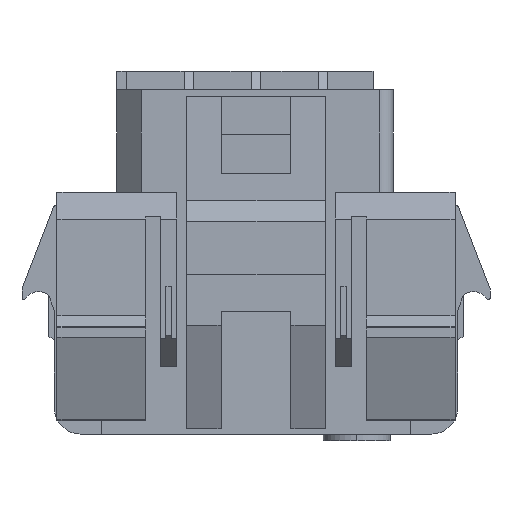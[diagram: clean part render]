
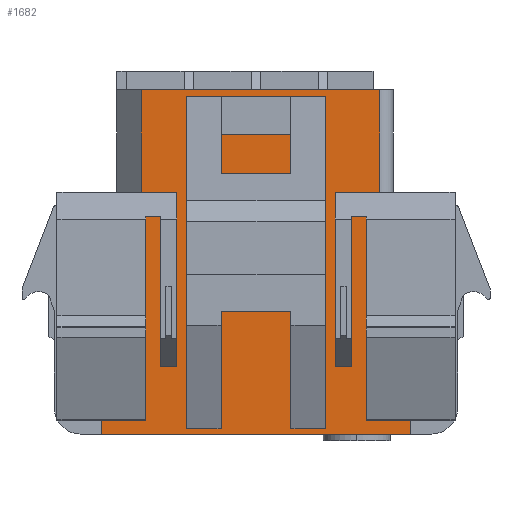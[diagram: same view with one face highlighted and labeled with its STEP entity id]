
A CAD part, left-side view. The second image highlights one B-rep face of the part: STEP entity #1682.
In plain terms, the highlighted planar face has unit normal (-1, 0, 0).
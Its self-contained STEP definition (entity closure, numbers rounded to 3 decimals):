
#1475=AXIS2_PLACEMENT_3D('Plane Axis2P3D',#1472,#1473,#1474) ;
#215=CARTESIAN_POINT('Vertex',(6.1,25.95,26.1)) ;
#218=CARTESIAN_POINT('Line Origine',(6.1,24.35,26.1)) ;
#222=CARTESIAN_POINT('Vertex',(6.1,22.75,26.1)) ;
#472=CARTESIAN_POINT('Line Origine',(6.1,22.4,26.1)) ;
#476=CARTESIAN_POINT('Vertex',(6.1,22.05,26.1)) ;
#564=CARTESIAN_POINT('Vertex',(6.1,17.75,26.1)) ;
#586=CARTESIAN_POINT('Line Origine',(6.1,17.4,26.1)) ;
#590=CARTESIAN_POINT('Vertex',(6.1,17.05,26.1)) ;
#678=CARTESIAN_POINT('Vertex',(6.1,12.75,26.1)) ;
#700=CARTESIAN_POINT('Line Origine',(6.1,12.4,26.1)) ;
#704=CARTESIAN_POINT('Vertex',(6.1,12.05,26.1)) ;
#1457=CARTESIAN_POINT('Vertex',(6.1,25.95,18.5)) ;
#1460=CARTESIAN_POINT('Line Origine',(6.1,25.95,22.3)) ;
#1472=CARTESIAN_POINT('Axis2P3D Location',(6.1,28.9,0.)) ;
#1477=CARTESIAN_POINT('Line Origine',(6.1,26.7,16.7)) ;
#1481=CARTESIAN_POINT('Vertex',(6.1,28.9,16.7)) ;
#1483=CARTESIAN_POINT('Vertex',(6.1,24.5,16.7)) ;
#1486=CARTESIAN_POINT('Line Origine',(6.1,28.9,8.6)) ;
#1490=CARTESIAN_POINT('Vertex',(6.1,28.9,0.5)) ;
#1493=CARTESIAN_POINT('Line Origine',(6.1,17.4,0.5)) ;
#1497=CARTESIAN_POINT('Vertex',(6.1,5.9,0.5)) ;
#1500=CARTESIAN_POINT('Line Origine',(6.1,5.9,8.6)) ;
#1504=CARTESIAN_POINT('Vertex',(6.1,5.9,16.7)) ;
#1507=CARTESIAN_POINT('Line Origine',(6.1,8.1,16.7)) ;
#1511=CARTESIAN_POINT('Vertex',(6.1,10.3,16.7)) ;
#1514=CARTESIAN_POINT('Line Origine',(6.1,10.3,11.1)) ;
#1518=CARTESIAN_POINT('Vertex',(6.1,10.3,5.5)) ;
#1521=CARTESIAN_POINT('Line Origine',(6.1,10.9,5.5)) ;
#1525=CARTESIAN_POINT('Vertex',(6.1,11.5,5.5)) ;
#1528=CARTESIAN_POINT('Line Origine',(6.1,11.5,12.)) ;
#1532=CARTESIAN_POINT('Vertex',(6.1,11.5,18.5)) ;
#1535=CARTESIAN_POINT('Line Origine',(6.1,9.85,18.5)) ;
#1539=CARTESIAN_POINT('Vertex',(6.1,8.2,18.5)) ;
#1542=CARTESIAN_POINT('Line Origine',(6.1,8.2,22.3)) ;
#1546=CARTESIAN_POINT('Vertex',(6.1,8.2,26.1)) ;
#1549=CARTESIAN_POINT('Line Origine',(6.1,10.125,26.1)) ;
#1554=CARTESIAN_POINT('Line Origine',(6.1,14.9,26.1)) ;
#1559=CARTESIAN_POINT('Line Origine',(6.1,19.9,26.1)) ;
#1564=CARTESIAN_POINT('Line Origine',(6.1,24.625,18.5)) ;
#1568=CARTESIAN_POINT('Vertex',(6.1,23.3,18.5)) ;
#1571=CARTESIAN_POINT('Line Origine',(6.1,23.3,12.)) ;
#1575=CARTESIAN_POINT('Vertex',(6.1,23.3,5.5)) ;
#1578=CARTESIAN_POINT('Line Origine',(6.1,23.9,5.5)) ;
#1582=CARTESIAN_POINT('Vertex',(6.1,24.5,5.5)) ;
#1585=CARTESIAN_POINT('Line Origine',(6.1,24.5,11.1)) ;
#1614=CARTESIAN_POINT('Line Origine',(6.1,21.275,0.9)) ;
#1618=CARTESIAN_POINT('Vertex',(6.1,22.55,0.9)) ;
#1620=CARTESIAN_POINT('Vertex',(6.1,20.,0.9)) ;
#1623=CARTESIAN_POINT('Line Origine',(6.1,22.55,5.25)) ;
#1627=CARTESIAN_POINT('Vertex',(6.1,22.55,9.6)) ;
#1630=CARTESIAN_POINT('Line Origine',(6.1,21.275,9.6)) ;
#1634=CARTESIAN_POINT('Vertex',(6.1,20.,9.6)) ;
#1637=CARTESIAN_POINT('Line Origine',(6.1,20.,5.25)) ;
#1648=CARTESIAN_POINT('Line Origine',(6.1,13.525,9.6)) ;
#1652=CARTESIAN_POINT('Vertex',(6.1,14.8,9.6)) ;
#1654=CARTESIAN_POINT('Vertex',(6.1,12.25,9.6)) ;
#1657=CARTESIAN_POINT('Line Origine',(6.1,12.25,5.25)) ;
#1661=CARTESIAN_POINT('Vertex',(6.1,12.25,0.9)) ;
#1664=CARTESIAN_POINT('Line Origine',(6.1,13.525,0.9)) ;
#1668=CARTESIAN_POINT('Vertex',(6.1,14.8,0.9)) ;
#1671=CARTESIAN_POINT('Line Origine',(6.1,14.8,5.25)) ;
#219=DIRECTION('Vector Direction',(0.,-1.,0.)) ;
#473=DIRECTION('Vector Direction',(0.,1.,0.)) ;
#587=DIRECTION('Vector Direction',(0.,1.,0.)) ;
#701=DIRECTION('Vector Direction',(0.,1.,0.)) ;
#1461=DIRECTION('Vector Direction',(0.,0.,1.)) ;
#1473=DIRECTION('Axis2P3D Direction',(-1.,0.,0.)) ;
#1474=DIRECTION('Axis2P3D XDirection',(0.,-1.,0.)) ;
#1478=DIRECTION('Vector Direction',(0.,1.,0.)) ;
#1487=DIRECTION('Vector Direction',(0.,0.,1.)) ;
#1494=DIRECTION('Vector Direction',(0.,-1.,0.)) ;
#1501=DIRECTION('Vector Direction',(0.,0.,1.)) ;
#1508=DIRECTION('Vector Direction',(0.,1.,0.)) ;
#1515=DIRECTION('Vector Direction',(0.,0.,-1.)) ;
#1522=DIRECTION('Vector Direction',(0.,1.,0.)) ;
#1529=DIRECTION('Vector Direction',(0.,0.,-1.)) ;
#1536=DIRECTION('Vector Direction',(0.,1.,0.)) ;
#1543=DIRECTION('Vector Direction',(0.,0.,1.)) ;
#1550=DIRECTION('Vector Direction',(0.,-1.,0.)) ;
#1555=DIRECTION('Vector Direction',(0.,-1.,0.)) ;
#1560=DIRECTION('Vector Direction',(0.,-1.,0.)) ;
#1565=DIRECTION('Vector Direction',(0.,1.,0.)) ;
#1572=DIRECTION('Vector Direction',(0.,0.,-1.)) ;
#1579=DIRECTION('Vector Direction',(0.,1.,0.)) ;
#1586=DIRECTION('Vector Direction',(0.,0.,-1.)) ;
#1615=DIRECTION('Vector Direction',(0.,-1.,0.)) ;
#1624=DIRECTION('Vector Direction',(0.,0.,-1.)) ;
#1631=DIRECTION('Vector Direction',(0.,-1.,0.)) ;
#1638=DIRECTION('Vector Direction',(0.,0.,-1.)) ;
#1649=DIRECTION('Vector Direction',(0.,-1.,0.)) ;
#1658=DIRECTION('Vector Direction',(0.,0.,-1.)) ;
#1665=DIRECTION('Vector Direction',(0.,-1.,0.)) ;
#1672=DIRECTION('Vector Direction',(0.,0.,-1.)) ;
#220=VECTOR('Line Direction',#219,1.) ;
#474=VECTOR('Line Direction',#473,1.) ;
#588=VECTOR('Line Direction',#587,1.) ;
#702=VECTOR('Line Direction',#701,1.) ;
#1462=VECTOR('Line Direction',#1461,1.) ;
#1479=VECTOR('Line Direction',#1478,1.) ;
#1488=VECTOR('Line Direction',#1487,1.) ;
#1495=VECTOR('Line Direction',#1494,1.) ;
#1502=VECTOR('Line Direction',#1501,1.) ;
#1509=VECTOR('Line Direction',#1508,1.) ;
#1516=VECTOR('Line Direction',#1515,1.) ;
#1523=VECTOR('Line Direction',#1522,1.) ;
#1530=VECTOR('Line Direction',#1529,1.) ;
#1537=VECTOR('Line Direction',#1536,1.) ;
#1544=VECTOR('Line Direction',#1543,1.) ;
#1551=VECTOR('Line Direction',#1550,1.) ;
#1556=VECTOR('Line Direction',#1555,1.) ;
#1561=VECTOR('Line Direction',#1560,1.) ;
#1566=VECTOR('Line Direction',#1565,1.) ;
#1573=VECTOR('Line Direction',#1572,1.) ;
#1580=VECTOR('Line Direction',#1579,1.) ;
#1587=VECTOR('Line Direction',#1586,1.) ;
#1616=VECTOR('Line Direction',#1615,1.) ;
#1625=VECTOR('Line Direction',#1624,1.) ;
#1632=VECTOR('Line Direction',#1631,1.) ;
#1639=VECTOR('Line Direction',#1638,1.) ;
#1650=VECTOR('Line Direction',#1649,1.) ;
#1659=VECTOR('Line Direction',#1658,1.) ;
#1666=VECTOR('Line Direction',#1665,1.) ;
#1673=VECTOR('Line Direction',#1672,1.) ;
#1591=ORIENTED_EDGE('',*,*,#1485,.F.) ;
#1592=ORIENTED_EDGE('',*,*,#1492,.F.) ;
#1593=ORIENTED_EDGE('',*,*,#1499,.T.) ;
#1594=ORIENTED_EDGE('',*,*,#1506,.T.) ;
#1595=ORIENTED_EDGE('',*,*,#1513,.T.) ;
#1596=ORIENTED_EDGE('',*,*,#1520,.F.) ;
#1597=ORIENTED_EDGE('',*,*,#1527,.T.) ;
#1598=ORIENTED_EDGE('',*,*,#1534,.T.) ;
#1599=ORIENTED_EDGE('',*,*,#1541,.F.) ;
#1600=ORIENTED_EDGE('',*,*,#1548,.T.) ;
#1601=ORIENTED_EDGE('',*,*,#1553,.F.) ;
#1602=ORIENTED_EDGE('',*,*,#706,.F.) ;
#1603=ORIENTED_EDGE('',*,*,#1558,.F.) ;
#1604=ORIENTED_EDGE('',*,*,#592,.F.) ;
#1605=ORIENTED_EDGE('',*,*,#1563,.F.) ;
#1606=ORIENTED_EDGE('',*,*,#478,.F.) ;
#1607=ORIENTED_EDGE('',*,*,#224,.F.) ;
#1608=ORIENTED_EDGE('',*,*,#1464,.F.) ;
#1609=ORIENTED_EDGE('',*,*,#1570,.T.) ;
#1610=ORIENTED_EDGE('',*,*,#1577,.F.) ;
#1611=ORIENTED_EDGE('',*,*,#1584,.F.) ;
#1612=ORIENTED_EDGE('',*,*,#1589,.T.) ;
#1643=ORIENTED_EDGE('',*,*,#1622,.F.) ;
#1644=ORIENTED_EDGE('',*,*,#1629,.T.) ;
#1645=ORIENTED_EDGE('',*,*,#1636,.T.) ;
#1646=ORIENTED_EDGE('',*,*,#1641,.F.) ;
#1677=ORIENTED_EDGE('',*,*,#1656,.T.) ;
#1678=ORIENTED_EDGE('',*,*,#1663,.F.) ;
#1679=ORIENTED_EDGE('',*,*,#1670,.F.) ;
#1680=ORIENTED_EDGE('',*,*,#1675,.T.) ;
#1647=FACE_BOUND('',#1642,.T.) ;
#1681=FACE_BOUND('',#1676,.T.) ;
#1682=ADVANCED_FACE('Hauptkoerper',(#1613,#1647,#1681),#1476,.T.) ;
#224=EDGE_CURVE('',#216,#223,#221,.T.) ;
#478=EDGE_CURVE('',#223,#477,#475,.F.) ;
#592=EDGE_CURVE('',#565,#591,#589,.F.) ;
#706=EDGE_CURVE('',#679,#705,#703,.F.) ;
#1464=EDGE_CURVE('',#1458,#216,#1463,.T.) ;
#1485=EDGE_CURVE('',#1482,#1484,#1480,.F.) ;
#1492=EDGE_CURVE('',#1491,#1482,#1489,.T.) ;
#1499=EDGE_CURVE('',#1491,#1498,#1496,.T.) ;
#1506=EDGE_CURVE('',#1498,#1505,#1503,.T.) ;
#1513=EDGE_CURVE('',#1505,#1512,#1510,.T.) ;
#1520=EDGE_CURVE('',#1519,#1512,#1517,.F.) ;
#1527=EDGE_CURVE('',#1519,#1526,#1524,.T.) ;
#1534=EDGE_CURVE('',#1526,#1533,#1531,.F.) ;
#1541=EDGE_CURVE('',#1540,#1533,#1538,.T.) ;
#1548=EDGE_CURVE('',#1540,#1547,#1545,.T.) ;
#1553=EDGE_CURVE('',#705,#1547,#1552,.T.) ;
#1558=EDGE_CURVE('',#591,#679,#1557,.T.) ;
#1563=EDGE_CURVE('',#477,#565,#1562,.T.) ;
#1570=EDGE_CURVE('',#1458,#1569,#1567,.F.) ;
#1577=EDGE_CURVE('',#1576,#1569,#1574,.F.) ;
#1584=EDGE_CURVE('',#1583,#1576,#1581,.F.) ;
#1589=EDGE_CURVE('',#1583,#1484,#1588,.F.) ;
#1622=EDGE_CURVE('',#1619,#1621,#1617,.T.) ;
#1629=EDGE_CURVE('',#1619,#1628,#1626,.F.) ;
#1636=EDGE_CURVE('',#1628,#1635,#1633,.T.) ;
#1641=EDGE_CURVE('',#1621,#1635,#1640,.F.) ;
#1656=EDGE_CURVE('',#1653,#1655,#1651,.T.) ;
#1663=EDGE_CURVE('',#1662,#1655,#1660,.F.) ;
#1670=EDGE_CURVE('',#1669,#1662,#1667,.T.) ;
#1675=EDGE_CURVE('',#1669,#1653,#1674,.F.) ;
#1590=EDGE_LOOP('',(#1591,#1592,#1593,#1594,#1595,#1596,#1597,#1598,#1599,#1600,#1601,#1602,#1603,#1604,#1605,#1606,#1607,#1608,#1609,#1610,#1611,#1612)) ;
#1642=EDGE_LOOP('',(#1643,#1644,#1645,#1646)) ;
#1676=EDGE_LOOP('',(#1677,#1678,#1679,#1680)) ;
#1613=FACE_OUTER_BOUND('',#1590,.T.) ;
#221=LINE('Line',#218,#220) ;
#475=LINE('Line',#472,#474) ;
#589=LINE('Line',#586,#588) ;
#703=LINE('Line',#700,#702) ;
#1463=LINE('Line',#1460,#1462) ;
#1480=LINE('Line',#1477,#1479) ;
#1489=LINE('Line',#1486,#1488) ;
#1496=LINE('Line',#1493,#1495) ;
#1503=LINE('Line',#1500,#1502) ;
#1510=LINE('Line',#1507,#1509) ;
#1517=LINE('Line',#1514,#1516) ;
#1524=LINE('Line',#1521,#1523) ;
#1531=LINE('Line',#1528,#1530) ;
#1538=LINE('Line',#1535,#1537) ;
#1545=LINE('Line',#1542,#1544) ;
#1552=LINE('Line',#1549,#1551) ;
#1557=LINE('Line',#1554,#1556) ;
#1562=LINE('Line',#1559,#1561) ;
#1567=LINE('Line',#1564,#1566) ;
#1574=LINE('Line',#1571,#1573) ;
#1581=LINE('Line',#1578,#1580) ;
#1588=LINE('Line',#1585,#1587) ;
#1617=LINE('Line',#1614,#1616) ;
#1626=LINE('Line',#1623,#1625) ;
#1633=LINE('Line',#1630,#1632) ;
#1640=LINE('Line',#1637,#1639) ;
#1651=LINE('Line',#1648,#1650) ;
#1660=LINE('Line',#1657,#1659) ;
#1667=LINE('Line',#1664,#1666) ;
#1674=LINE('Line',#1671,#1673) ;
#1476=PLANE('',#1475) ;
#216=VERTEX_POINT('',#215) ;
#223=VERTEX_POINT('',#222) ;
#477=VERTEX_POINT('',#476) ;
#565=VERTEX_POINT('',#564) ;
#591=VERTEX_POINT('',#590) ;
#679=VERTEX_POINT('',#678) ;
#705=VERTEX_POINT('',#704) ;
#1458=VERTEX_POINT('',#1457) ;
#1482=VERTEX_POINT('',#1481) ;
#1484=VERTEX_POINT('',#1483) ;
#1491=VERTEX_POINT('',#1490) ;
#1498=VERTEX_POINT('',#1497) ;
#1505=VERTEX_POINT('',#1504) ;
#1512=VERTEX_POINT('',#1511) ;
#1519=VERTEX_POINT('',#1518) ;
#1526=VERTEX_POINT('',#1525) ;
#1533=VERTEX_POINT('',#1532) ;
#1540=VERTEX_POINT('',#1539) ;
#1547=VERTEX_POINT('',#1546) ;
#1569=VERTEX_POINT('',#1568) ;
#1576=VERTEX_POINT('',#1575) ;
#1583=VERTEX_POINT('',#1582) ;
#1619=VERTEX_POINT('',#1618) ;
#1621=VERTEX_POINT('',#1620) ;
#1628=VERTEX_POINT('',#1627) ;
#1635=VERTEX_POINT('',#1634) ;
#1653=VERTEX_POINT('',#1652) ;
#1655=VERTEX_POINT('',#1654) ;
#1662=VERTEX_POINT('',#1661) ;
#1669=VERTEX_POINT('',#1668) ;
